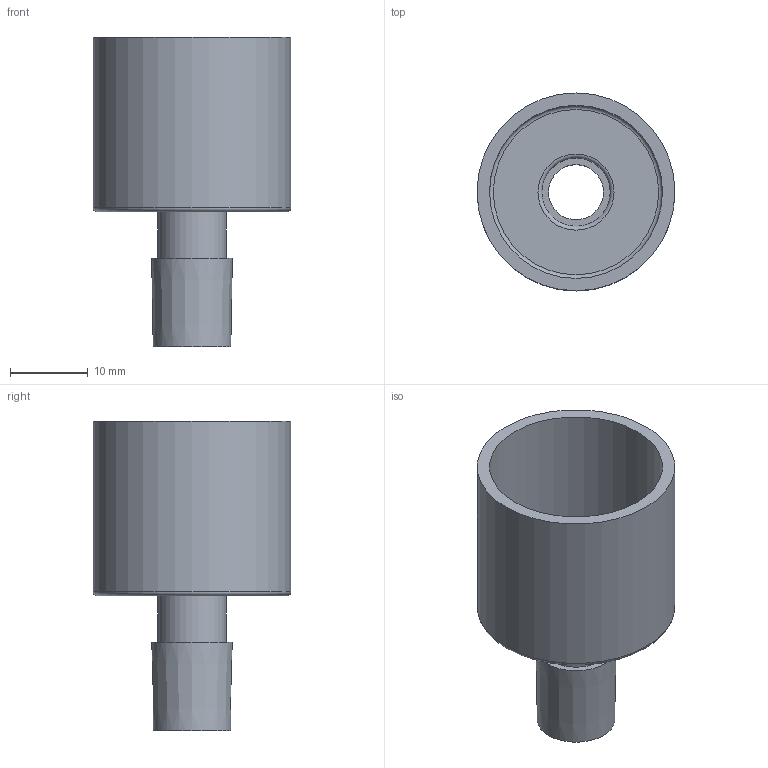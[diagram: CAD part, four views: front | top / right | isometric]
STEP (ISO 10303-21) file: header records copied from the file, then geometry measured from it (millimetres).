
FILE_DESCRIPTION(/* description */ (''),/* implementation_level */ '2;1');
FILE_NAME(/* name */ '22F11.47Dreager.step',/* time_stamp */ '2020-04-02T13:33:58+03:00',/* author */ (''),/* organization */ (''),/* preprocessor_version */ 'ST-DEVELOPER v18',/* originating_system */ 'Autodesk Translation Framework v8.12.0.6',/* authorisation */ '');
FILE_SCHEMA (('AUTOMOTIVE_DESIGN { 1 0 10303 214 3 1 1 }'));
Length unit declared in the file: millimetre
Products named in the file (1): hosegreen1
Bounding box: 25.5 x 25.5 x 39.9 mm (x, y, z)
Volume: 3276.4 mm3; surface area: 5301.7 mm2
Topology: 3 solids, 3 shells, 18 faces, 33 edges, 22 vertices
Faces by surface type: plane 7, cylinder 6, torus 3, cone 2
Full cylindrical faces by diameter (mm): 7.1 x1, 8.8 x3, 22.3 x1, 25.5 x1
Entity records: 512 total; most frequent: DIRECTION 96, CARTESIAN_POINT 74, ORIENTED_EDGE 66, AXIS2_PLACEMENT_3D 44, EDGE_CURVE 33, EDGE_LOOP 25, CIRCLE 25, VERTEX_POINT 22
